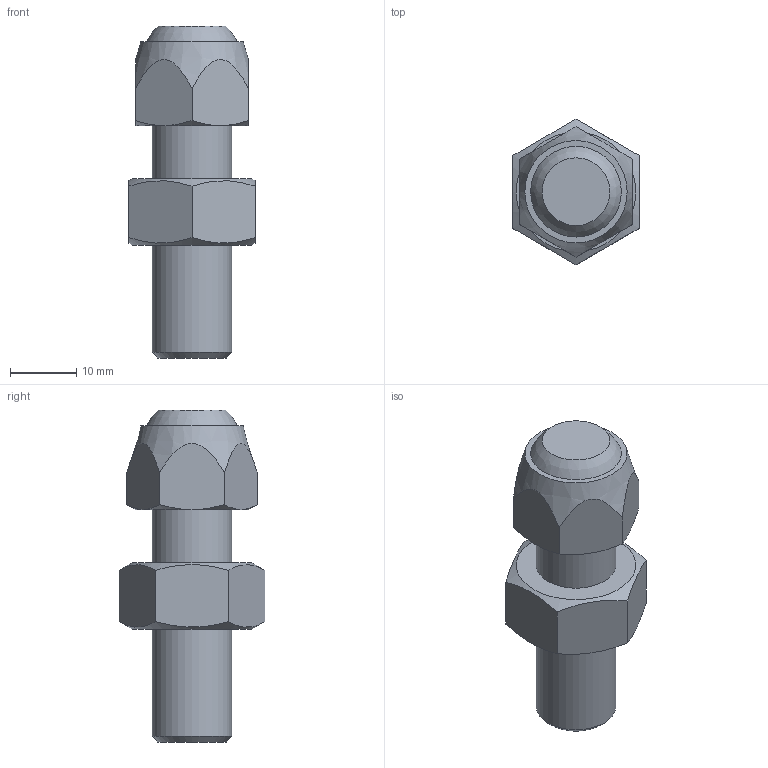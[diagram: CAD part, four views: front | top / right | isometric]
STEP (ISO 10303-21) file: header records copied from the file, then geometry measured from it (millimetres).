
FILE_DESCRIPTION( ( 'Unknown' ), '1' );
FILE_NAME( 'PT35-1217.stp', 'Unknown', ( 'Unknown' ), ( 'Unknown' ), 'XStep 1.0', 'Unknown', ' ' );
FILE_SCHEMA( ( 'CONFIG_CONTROL_DESIGN' ) );
Length unit declared in the file: millimetre
Products named in the file (1): 1
Bounding box: 19 x 21.94 x 50 mm (x, y, z)
Volume: 9182.1 mm3; surface area: 3113.7 mm2
Topology: 1 solids, 1 shells, 31 faces, 70 edges, 45 vertices
Faces by surface type: plane 18, cone 10, cylinder 2, sphere 1
Full cylindrical faces by diameter (mm): 12 x2
Entity records: 1142 total; most frequent: CARTESIAN_POINT 508, ORIENTED_EDGE 116, DIRECTION 108, EDGE_CURVE 58, AXIS2_PLACEMENT_3D 48, EDGE_LOOP 42, VERTEX_POINT 40, FACE_OUTER_BOUND 34
